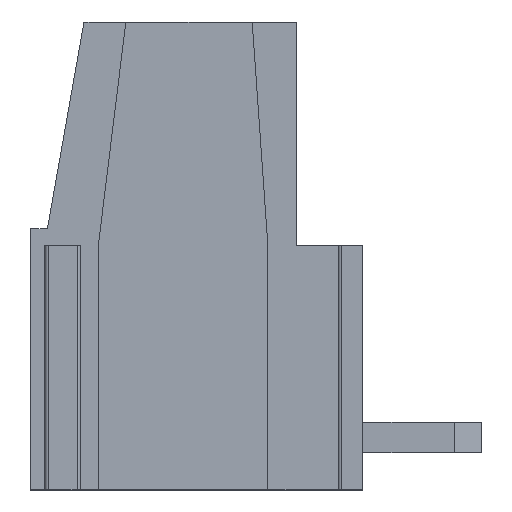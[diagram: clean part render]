
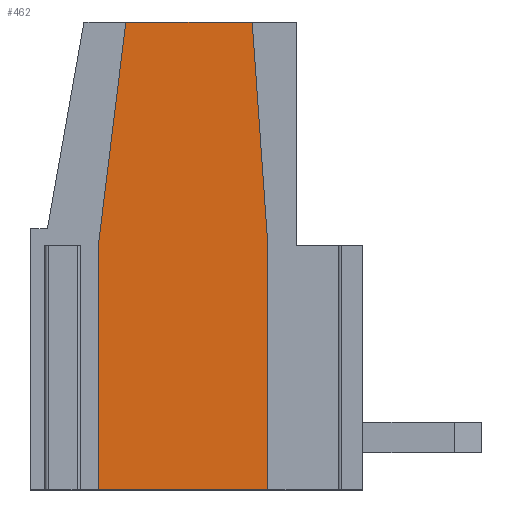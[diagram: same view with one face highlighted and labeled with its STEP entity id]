
A CAD part, left-side view. The second image highlights one B-rep face of the part: STEP entity #462.
In plain terms, the highlighted planar face has unit normal (-1, 0, 0).
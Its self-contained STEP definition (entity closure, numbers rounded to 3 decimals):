
#462 = ADVANCED_FACE( '', ( #938 ), #939, .F. );
#938 = FACE_OUTER_BOUND( '', #1446, .T. );
#939 = PLANE( '', #1447 );
#1446 = EDGE_LOOP( '', ( #2600, #2601, #2602, #2603, #2604, #2605 ) );
#1447 = AXIS2_PLACEMENT_3D( '', #2606, #2607, #2608 );
#2600 = ORIENTED_EDGE( '', *, *, #3720, .T. );
#2601 = ORIENTED_EDGE( '', *, *, #3613, .F. );
#2602 = ORIENTED_EDGE( '', *, *, #3715, .F. );
#2603 = ORIENTED_EDGE( '', *, *, #3721, .F. );
#2604 = ORIENTED_EDGE( '', *, *, #3722, .T. );
#2605 = ORIENTED_EDGE( '', *, *, #3491, .T. );
#2606 = CARTESIAN_POINT( '', ( -3.05, 19.914, -5.23 ) );
#2607 = DIRECTION( '', ( 1., 0., 0. ) );
#2608 = DIRECTION( '', ( 0., -1., 0. ) );
#3491 = EDGE_CURVE( '', #4314, #4312, #4315, .T. );
#3613 = EDGE_CURVE( '', #4497, #4499, #4500, .T. );
#3715 = EDGE_CURVE( '', #4634, #4497, #4636, .T. );
#3720 = EDGE_CURVE( '', #4312, #4499, #4641, .T. );
#3721 = EDGE_CURVE( '', #4642, #4634, #4643, .T. );
#3722 = EDGE_CURVE( '', #4642, #4314, #4644, .T. );
#4312 = VERTEX_POINT( '', #5453 );
#4314 = VERTEX_POINT( '', #5456 );
#4315 = LINE( '', #5457, #5458 );
#4497 = VERTEX_POINT( '', #5727 );
#4499 = VERTEX_POINT( '', #5730 );
#4500 = LINE( '', #5731, #5732 );
#4634 = VERTEX_POINT( '', #5936 );
#4636 = LINE( '', #5939, #5940 );
#4641 = LINE( '', #5947, #5948 );
#4642 = VERTEX_POINT( '', #5949 );
#4643 = LINE( '', #5950, #5951 );
#4644 = LINE( '', #5952, #5953 );
#5453 = CARTESIAN_POINT( '', ( -3.05, -2.81, 13.8 ) );
#5456 = CARTESIAN_POINT( '', ( -3.05, -6.538, 13.8 ) );
#5457 = CARTESIAN_POINT( '', ( -3.05, 0., 13.8 ) );
#5458 = VECTOR( '', #6417, 1000. );
#5727 = CARTESIAN_POINT( '', ( -3.05, -2., 0. ) );
#5730 = CARTESIAN_POINT( '', ( -3.05, -2., 7.2 ) );
#5731 = CARTESIAN_POINT( '', ( -3.05, -2., -11.5 ) );
#5732 = VECTOR( '', #6530, 1000. );
#5936 = CARTESIAN_POINT( '', ( -3.05, -7., 0. ) );
#5939 = CARTESIAN_POINT( '', ( -3.05, 0., 0. ) );
#5940 = VECTOR( '', #6605, 1000. );
#5947 = CARTESIAN_POINT( '', ( -3.05, 0.296, -11.5 ) );
#5948 = VECTOR( '', #6611, 1000. );
#5949 = CARTESIAN_POINT( '', ( -3.05, -7., 7.2 ) );
#5950 = CARTESIAN_POINT( '', ( -3.05, -7., -11.5 ) );
#5951 = VECTOR( '', #6612, 1000. );
#5952 = CARTESIAN_POINT( '', ( -3.05, -8.308, -11.5 ) );
#5953 = VECTOR( '', #6613, 1000. );
#6417 = DIRECTION( '', ( 0., 1., 0. ) );
#6530 = DIRECTION( '', ( 0., 0., 1. ) );
#6605 = DIRECTION( '', ( 0., 1., 0. ) );
#6611 = DIRECTION( '', ( 0., 0.122, -0.993 ) );
#6612 = DIRECTION( '', ( 0., 0., -1. ) );
#6613 = DIRECTION( '', ( 0., 0.07, 0.998 ) );
